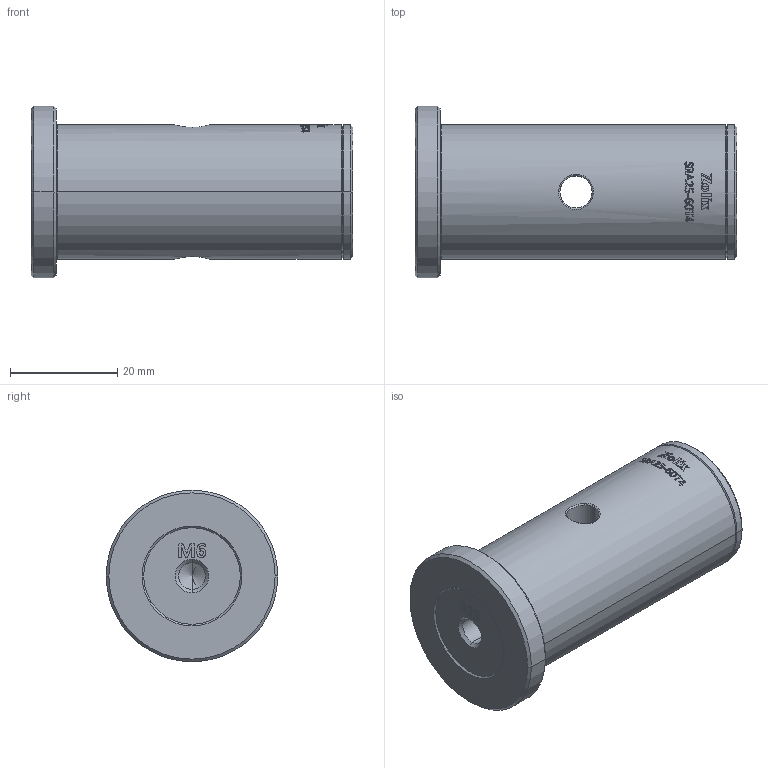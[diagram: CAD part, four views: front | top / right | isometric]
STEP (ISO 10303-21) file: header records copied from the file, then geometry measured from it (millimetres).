
FILE_DESCRIPTION (( 'STEP AP203' ), '1' );
FILE_NAME ('SRA25-60T4.STEP', '2025-07-18T05:15:51', ( '' ), ( '' ), 'SwSTEP 2.0', 'SolidWorks 2020', '' );
FILE_SCHEMA (( 'CONFIG_CONTROL_DESIGN' ));
Length unit declared in the file: millimetre
Products named in the file (1): SRA25-60T4
Bounding box: 60 x 32 x 32 mm (x, y, z)
Volume: 29708.4 mm3; surface area: 7098.8 mm2
Topology: 1 solids, 1 shells, 468 faces, 1262 edges, 826 vertices
Faces by surface type: bspline 294, plane 101, cylinder 41, cone 30, torus 2
Entity records: 28481 total; most frequent: CARTESIAN_POINT 19191, ORIENTED_EDGE 2508, EDGE_CURVE 1254, B_SPLINE_CURVE_WITH_KNOTS 873, DIRECTION 859, VERTEX_POINT 826, EDGE_LOOP 508, FACE_OUTER_BOUND 468
